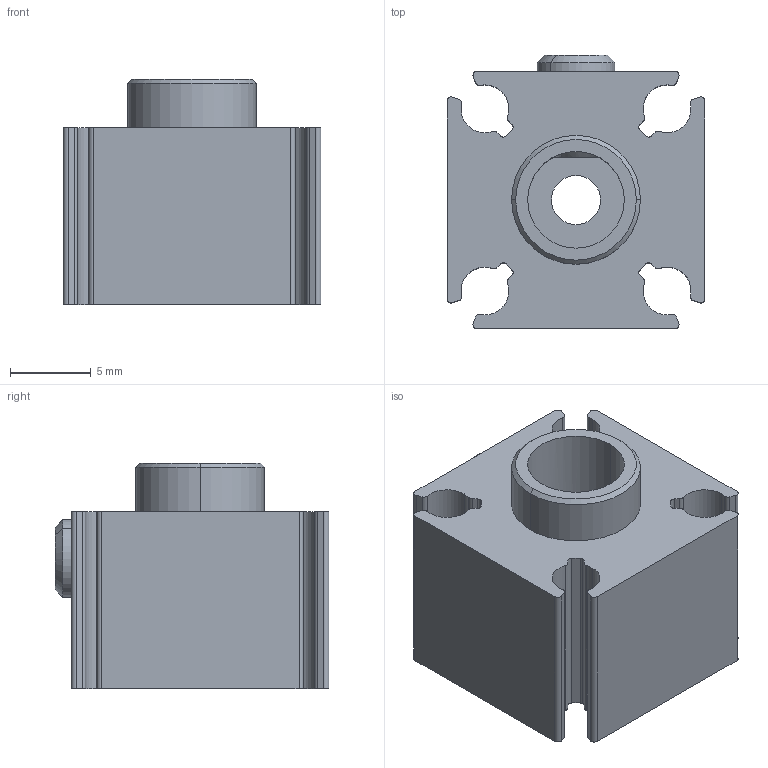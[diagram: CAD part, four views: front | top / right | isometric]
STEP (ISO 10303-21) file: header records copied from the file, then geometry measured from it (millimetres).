
FILE_DESCRIPTION (( 'STEP AP214' ), '1' );
FILE_NAME ('am-3668 Servo Nub REV2.STEP', '2018-07-23T19:09:27', ( '' ), ( '' ), 'SwSTEP 2.0', 'SolidWorks 2018', '' );
FILE_SCHEMA (( 'AUTOMOTIVE_DESIGN' ));
Length unit declared in the file: inch
Products named in the file (3): 10-32 x 0.25 Set Screw Cup Point; am-3668 Servo Nub REV2; ip-3668 Servo Nub
Assembly tree (2 placements, depth 2):
  am-3668 Servo Nub REV2
    ip-3668 Servo Nub
    10-32 x 0.25 Set Screw Cup Point
Bounding box: 16 x 17 x 14.01 mm (x, y, z)
Volume: 2190.8 mm3; surface area: 1968.5 mm2
Topology: 2 solids, 2 shells, 155 faces, 436 edges, 287 vertices
Faces by surface type: plane 85, cylinder 62, cone 8
Entity records: 5206 total; most frequent: CARTESIAN_POINT 933, DIRECTION 880, ORIENTED_EDGE 868, EDGE_CURVE 434, LINE 304, VECTOR 304, AXIS2_PLACEMENT_3D 288, VERTEX_POINT 287
